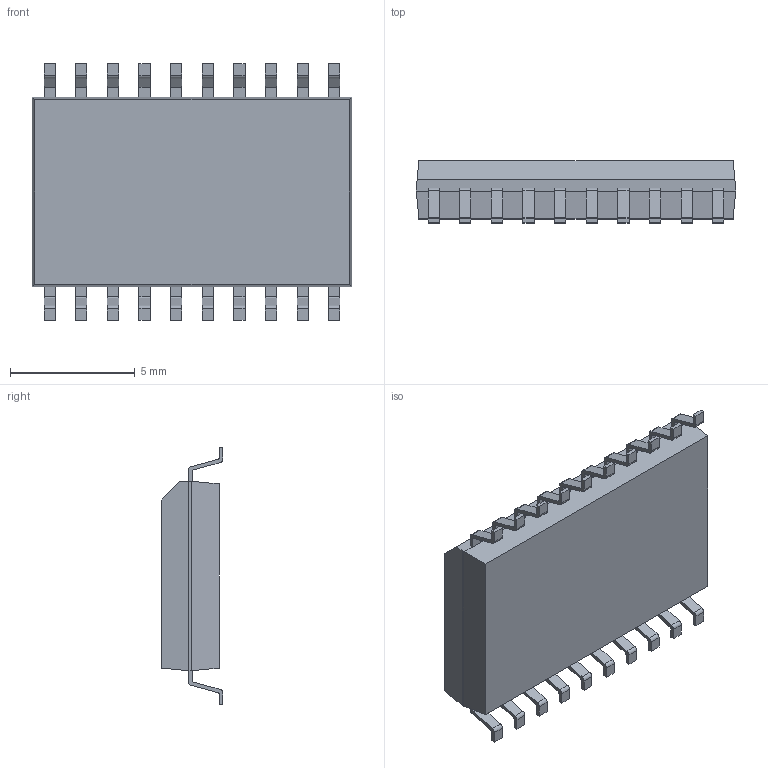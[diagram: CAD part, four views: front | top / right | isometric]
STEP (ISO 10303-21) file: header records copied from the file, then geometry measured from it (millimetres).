
FILE_DESCRIPTION (( 'STEP AP214' ), '1' );
FILE_NAME ('User Library-SO-20W.STEP', '2018-03-28T07:58:49', ( '' ), ( '' ), 'SwSTEP 2.0', 'SolidWorks 2018', '' );
FILE_SCHEMA (( 'AUTOMOTIVE_DESIGN' ));
Length unit declared in the file: millimetre
Products named in the file (4): User Library-SO-20W; User Library-SO-20W__X2_041D043E0436043A0430_X0_; User Library-SO-20W__X2_041C04350442043A0430_X0_; User Library-SO-20W__X2_041A043E0440043F04430441_X0_
Assembly tree (12 placements, depth 2):
  User Library-SO-20W
    User Library-SO-20W__X2_041A043E0440043F04430441_X0_
    User Library-SO-20W__X2_041C04350442043A0430_X0_
    User Library-SO-20W__X2_041D043E0436043A0430_X0_  x10
Bounding box: 12.82 x 2.48 x 10.31 mm (x, y, z)
Volume: 222.9 mm3; surface area: 339.5 mm2
Topology: 22 solids, 22 shells, 301 faces, 762 edges, 506 vertices
Faces by surface type: plane 217, cylinder 84
Entity records: 2158 total; most frequent: DIRECTION 266, CARTESIAN_POINT 252, ORIENTED_EDGE 228, EDGE_CURVE 114, VECTOR 90, LINE 90, AXIS2_PLACEMENT_3D 88, VERTEX_POINT 74
